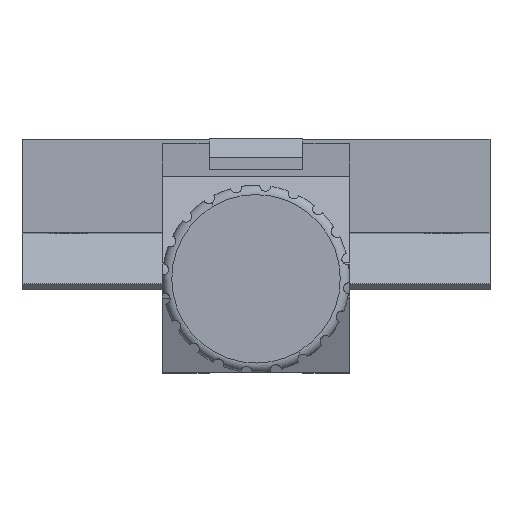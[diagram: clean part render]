
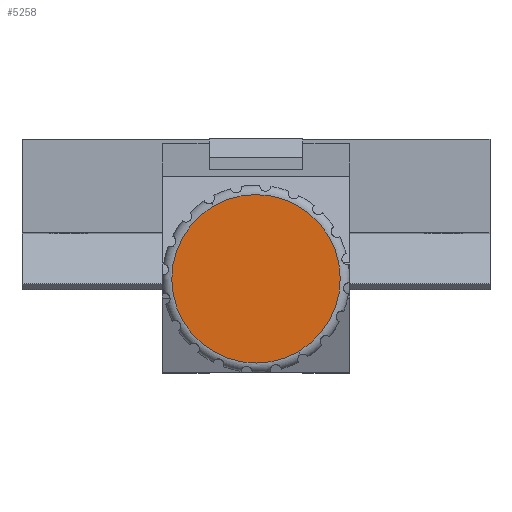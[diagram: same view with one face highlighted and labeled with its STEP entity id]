
A CAD part, top view. The second image highlights one B-rep face of the part: STEP entity #5258.
In plain terms, the highlighted face is planar.
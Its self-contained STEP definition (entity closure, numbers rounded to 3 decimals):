
#20 = EDGE_LOOP ( 'NONE', ( #1120, #4683 ) ) ;
#759 = AXIS2_PLACEMENT_3D ( 'NONE', #4554, #4973, #1546 ) ;
#1081 = DIRECTION ( 'NONE',  ( 0., 0., 1. ) ) ;
#1120 = ORIENTED_EDGE ( 'NONE', *, *, #3054, .T. ) ;
#1279 = AXIS2_PLACEMENT_3D ( 'NONE', #3197, #3605, #1081 ) ;
#1406 = FACE_OUTER_BOUND ( 'NONE', #20, .T. ) ;
#1430 = CARTESIAN_POINT ( 'NONE',  ( 0., 5., -4.5 ) ) ;
#1546 = DIRECTION ( 'NONE',  ( 0., 0., 1. ) ) ;
#2139 = CIRCLE ( 'NONE', #1279, 4.5 ) ;
#2232 = CARTESIAN_POINT ( 'NONE',  ( 0., 5., 4.5 ) ) ;
#2486 = DIRECTION ( 'NONE',  ( 0., 1., 0. ) ) ;
#3054 = EDGE_CURVE ( 'NONE', #4790, #4062, #3272, .T. ) ;
#3197 = CARTESIAN_POINT ( 'NONE',  ( 0., 5., 0. ) ) ;
#3272 = CIRCLE ( 'NONE', #759, 4.5 ) ;
#3605 = DIRECTION ( 'NONE',  ( 0., 1., 0. ) ) ;
#3629 = AXIS2_PLACEMENT_3D ( 'NONE', #3703, #2486, #5426 ) ;
#3703 = CARTESIAN_POINT ( 'NONE',  ( 0., 5., 0. ) ) ;
#4062 = VERTEX_POINT ( 'NONE', #1430 ) ;
#4554 = CARTESIAN_POINT ( 'NONE',  ( 0., 5., 0. ) ) ;
#4614 = PLANE ( 'NONE',  #3629 ) ;
#4683 = ORIENTED_EDGE ( 'NONE', *, *, #4856, .T. ) ;
#4790 = VERTEX_POINT ( 'NONE', #2232 ) ;
#4856 = EDGE_CURVE ( 'NONE', #4062, #4790, #2139, .T. ) ;
#4973 = DIRECTION ( 'NONE',  ( 0., 1., 0. ) ) ;
#5258 = ADVANCED_FACE ( 'NONE', ( #1406 ), #4614, .T. ) ;
#5426 = DIRECTION ( 'NONE',  ( 0., 0., 1. ) ) ;
